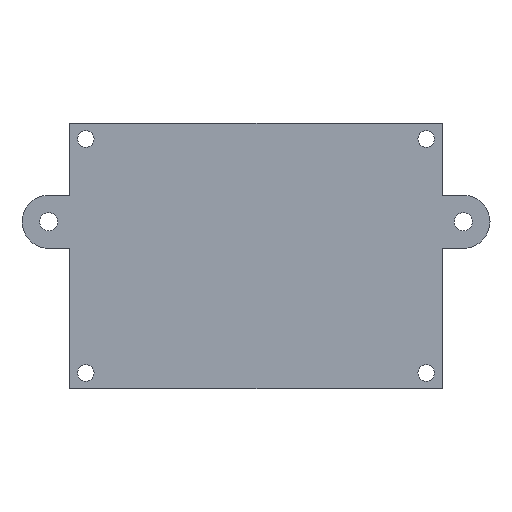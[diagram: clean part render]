
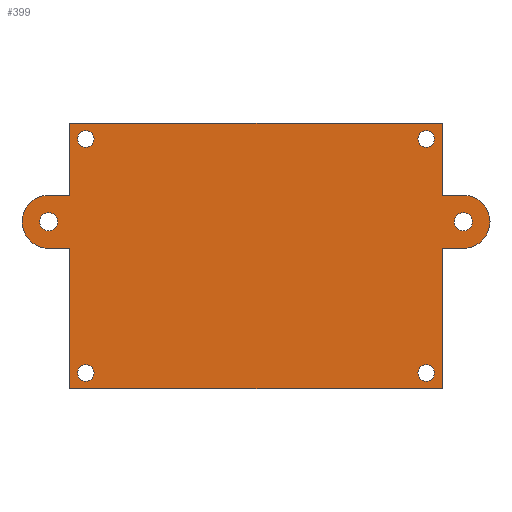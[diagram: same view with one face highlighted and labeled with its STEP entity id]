
A CAD part, top view. The second image highlights one B-rep face of the part: STEP entity #399.
In plain terms, the highlighted planar face has unit normal (0, 0, 1).
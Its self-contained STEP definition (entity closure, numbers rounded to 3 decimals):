
#29=FACE_BOUND('',#72,.T.);
#30=FACE_BOUND('',#73,.T.);
#31=FACE_BOUND('',#74,.T.);
#32=FACE_BOUND('',#75,.T.);
#33=FACE_BOUND('',#76,.T.);
#34=FACE_BOUND('',#77,.T.);
#45=FACE_OUTER_BOUND('',#71,.T.);
#71=EDGE_LOOP('',(#323,#324,#325,#326,#327,#328,#329,#330,#331,#332,#333,
#334));
#72=EDGE_LOOP('',(#335));
#73=EDGE_LOOP('',(#336));
#74=EDGE_LOOP('',(#337));
#75=EDGE_LOOP('',(#338));
#76=EDGE_LOOP('',(#339));
#77=EDGE_LOOP('',(#340));
#95=CIRCLE('',#421,5.);
#96=CIRCLE('',#428,1.7);
#97=CIRCLE('',#430,5.);
#98=CIRCLE('',#433,1.7);
#99=CIRCLE('',#434,1.55);
#100=CIRCLE('',#435,1.55);
#101=CIRCLE('',#436,1.55);
#102=CIRCLE('',#437,1.55);
#116=LINE('',#606,#154);
#118=LINE('',#610,#156);
#120=LINE('',#614,#158);
#122=LINE('',#618,#160);
#124=LINE('',#622,#162);
#128=LINE('',#634,#166);
#129=LINE('',#637,#167);
#130=LINE('',#639,#168);
#131=LINE('',#641,#169);
#132=LINE('',#642,#170);
#154=VECTOR('',#486,10.);
#156=VECTOR('',#490,10.);
#158=VECTOR('',#494,10.);
#160=VECTOR('',#498,10.);
#162=VECTOR('',#502,10.);
#166=VECTOR('',#516,10.);
#167=VECTOR('',#519,10.);
#168=VECTOR('',#520,10.);
#169=VECTOR('',#521,10.);
#170=VECTOR('',#522,10.);
#197=VERTEX_POINT('',#598);
#198=VERTEX_POINT('',#600);
#199=VERTEX_POINT('',#604);
#200=VERTEX_POINT('',#608);
#201=VERTEX_POINT('',#612);
#202=VERTEX_POINT('',#616);
#203=VERTEX_POINT('',#620);
#204=VERTEX_POINT('',#624);
#205=VERTEX_POINT('',#628);
#206=VERTEX_POINT('',#632);
#207=VERTEX_POINT('',#636);
#208=VERTEX_POINT('',#638);
#209=VERTEX_POINT('',#640);
#210=VERTEX_POINT('',#643);
#211=VERTEX_POINT('',#645);
#212=VERTEX_POINT('',#647);
#213=VERTEX_POINT('',#649);
#214=VERTEX_POINT('',#651);
#234=EDGE_CURVE('',#197,#198,#95,.T.);
#237=EDGE_CURVE('',#199,#197,#116,.T.);
#239=EDGE_CURVE('',#199,#200,#118,.T.);
#241=EDGE_CURVE('',#200,#201,#120,.T.);
#243=EDGE_CURVE('',#201,#202,#122,.T.);
#245=EDGE_CURVE('',#203,#202,#124,.T.);
#247=EDGE_CURVE('',#204,#204,#96,.T.);
#249=EDGE_CURVE('',#205,#203,#97,.T.);
#251=EDGE_CURVE('',#206,#205,#128,.T.);
#252=EDGE_CURVE('',#206,#207,#129,.T.);
#253=EDGE_CURVE('',#207,#208,#130,.T.);
#254=EDGE_CURVE('',#208,#209,#131,.T.);
#255=EDGE_CURVE('',#198,#209,#132,.T.);
#256=EDGE_CURVE('',#210,#210,#98,.T.);
#257=EDGE_CURVE('',#211,#211,#99,.T.);
#258=EDGE_CURVE('',#212,#212,#100,.T.);
#259=EDGE_CURVE('',#213,#213,#101,.T.);
#260=EDGE_CURVE('',#214,#214,#102,.T.);
#323=ORIENTED_EDGE('',*,*,#245,.F.);
#324=ORIENTED_EDGE('',*,*,#249,.F.);
#325=ORIENTED_EDGE('',*,*,#251,.F.);
#326=ORIENTED_EDGE('',*,*,#252,.T.);
#327=ORIENTED_EDGE('',*,*,#253,.T.);
#328=ORIENTED_EDGE('',*,*,#254,.T.);
#329=ORIENTED_EDGE('',*,*,#255,.F.);
#330=ORIENTED_EDGE('',*,*,#234,.F.);
#331=ORIENTED_EDGE('',*,*,#237,.F.);
#332=ORIENTED_EDGE('',*,*,#239,.T.);
#333=ORIENTED_EDGE('',*,*,#241,.T.);
#334=ORIENTED_EDGE('',*,*,#243,.T.);
#335=ORIENTED_EDGE('',*,*,#256,.F.);
#336=ORIENTED_EDGE('',*,*,#247,.F.);
#337=ORIENTED_EDGE('',*,*,#257,.T.);
#338=ORIENTED_EDGE('',*,*,#258,.T.);
#339=ORIENTED_EDGE('',*,*,#259,.T.);
#340=ORIENTED_EDGE('',*,*,#260,.T.);
#384=PLANE('',#432);
#399=ADVANCED_FACE('',(#45,#29,#30,#31,#32,#33,#34),#384,.T.);
#421=AXIS2_PLACEMENT_3D('',#601,#480,#481);
#428=AXIS2_PLACEMENT_3D('',#626,#506,#507);
#430=AXIS2_PLACEMENT_3D('',#630,#511,#512);
#432=AXIS2_PLACEMENT_3D('',#635,#517,#518);
#433=AXIS2_PLACEMENT_3D('',#644,#523,#524);
#434=AXIS2_PLACEMENT_3D('',#646,#525,#526);
#435=AXIS2_PLACEMENT_3D('',#648,#527,#528);
#436=AXIS2_PLACEMENT_3D('',#650,#529,#530);
#437=AXIS2_PLACEMENT_3D('',#652,#531,#532);
#480=DIRECTION('center_axis',(0.,0.,-1.));
#481=DIRECTION('ref_axis',(1.,0.,0.));
#486=DIRECTION('',(-1.,0.,0.));
#490=DIRECTION('',(0.,-1.,0.));
#494=DIRECTION('',(1.,0.,0.));
#498=DIRECTION('',(0.,1.,0.));
#502=DIRECTION('',(-1.,0.,0.));
#506=DIRECTION('center_axis',(0.,0.,1.));
#507=DIRECTION('ref_axis',(1.,0.,0.));
#511=DIRECTION('center_axis',(0.,0.,-1.));
#512=DIRECTION('ref_axis',(1.,0.,0.));
#516=DIRECTION('',(1.,0.,0.));
#517=DIRECTION('center_axis',(0.,0.,1.));
#518=DIRECTION('ref_axis',(1.,0.,0.));
#519=DIRECTION('',(0.,1.,0.));
#520=DIRECTION('',(-1.,0.,0.));
#521=DIRECTION('',(0.,-1.,0.));
#522=DIRECTION('',(1.,0.,0.));
#523=DIRECTION('center_axis',(0.,0.,1.));
#524=DIRECTION('ref_axis',(1.,0.,0.));
#525=DIRECTION('center_axis',(0.,0.,-1.));
#526=DIRECTION('ref_axis',(1.,0.,0.));
#527=DIRECTION('center_axis',(0.,0.,-1.));
#528=DIRECTION('ref_axis',(1.,0.,0.));
#529=DIRECTION('center_axis',(0.,0.,-1.));
#530=DIRECTION('ref_axis',(1.,0.,0.));
#531=DIRECTION('center_axis',(0.,0.,-1.));
#532=DIRECTION('ref_axis',(1.,0.,0.));
#598=CARTESIAN_POINT('',(-31.787,29.874,-9.4));
#600=CARTESIAN_POINT('',(-31.787,39.874,-9.4));
#601=CARTESIAN_POINT('Origin',(-31.787,34.874,-9.4));
#604=CARTESIAN_POINT('',(-27.787,29.874,-9.4));
#606=CARTESIAN_POINT('',(-22.387,29.874,-9.4));
#608=CARTESIAN_POINT('',(-27.787,3.437,-9.4));
#610=CARTESIAN_POINT('',(-27.787,53.437,-9.4));
#612=CARTESIAN_POINT('',(42.213,3.437,-9.4));
#614=CARTESIAN_POINT('',(-27.787,3.437,-9.4));
#616=CARTESIAN_POINT('',(42.213,29.874,-9.4));
#618=CARTESIAN_POINT('',(42.213,3.437,-9.4));
#620=CARTESIAN_POINT('',(46.213,29.874,-9.4));
#622=CARTESIAN_POINT('',(43.913,29.874,-9.4));
#624=CARTESIAN_POINT('',(44.513,34.874,-9.4));
#626=CARTESIAN_POINT('Origin',(46.213,34.874,-9.4));
#628=CARTESIAN_POINT('',(46.213,39.874,-9.4));
#630=CARTESIAN_POINT('Origin',(46.213,34.874,-9.4));
#632=CARTESIAN_POINT('',(42.213,39.874,-9.4));
#634=CARTESIAN_POINT('',(36.813,39.874,-9.4));
#635=CARTESIAN_POINT('Origin',(7.213,28.437,-9.4));
#636=CARTESIAN_POINT('',(42.213,53.437,-9.4));
#637=CARTESIAN_POINT('',(42.213,3.437,-9.4));
#638=CARTESIAN_POINT('',(-27.787,53.437,-9.4));
#639=CARTESIAN_POINT('',(42.213,53.437,-9.4));
#640=CARTESIAN_POINT('',(-27.787,39.874,-9.4));
#641=CARTESIAN_POINT('',(-27.787,53.437,-9.4));
#642=CARTESIAN_POINT('',(-29.487,39.874,-9.4));
#643=CARTESIAN_POINT('',(-33.487,34.874,-9.4));
#644=CARTESIAN_POINT('Origin',(-31.787,34.874,-9.4));
#645=CARTESIAN_POINT('',(37.664,50.437,-9.4));
#646=CARTESIAN_POINT('Origin',(39.214,50.437,-9.4));
#647=CARTESIAN_POINT('',(-26.337,6.437,-9.4));
#648=CARTESIAN_POINT('Origin',(-24.787,6.437,-9.4));
#649=CARTESIAN_POINT('',(37.664,6.437,-9.4));
#650=CARTESIAN_POINT('Origin',(39.214,6.437,-9.4));
#651=CARTESIAN_POINT('',(-26.337,50.437,-9.4));
#652=CARTESIAN_POINT('Origin',(-24.787,50.437,-9.4));
